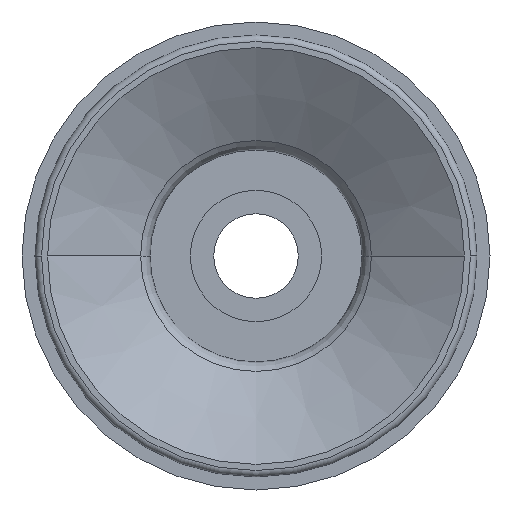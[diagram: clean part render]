
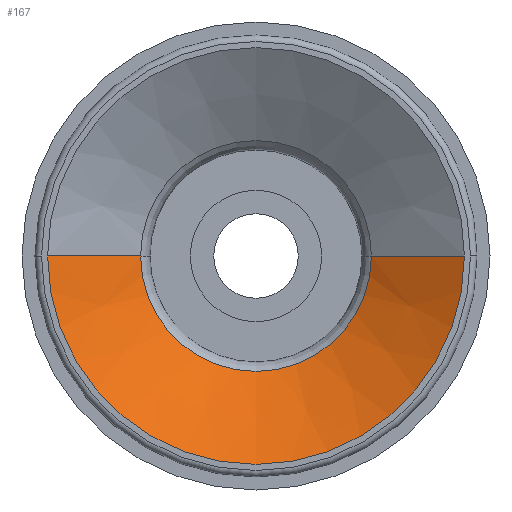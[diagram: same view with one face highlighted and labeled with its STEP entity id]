
A CAD part, front view. The second image highlights one B-rep face of the part: STEP entity #167.
In plain terms, the highlighted conical face has half-angle 58.905 degrees and reference radius 16.031 mm.
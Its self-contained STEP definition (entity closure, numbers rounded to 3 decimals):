
#167=ADVANCED_FACE('',(#430),#431,.F.);
#430=FACE_OUTER_BOUND('',#805,.T.);
#431=CONICAL_SURFACE('',#806,16.031,1.028);
#805=EDGE_LOOP('',(#3969,#3970,#3971,#3972));
#806=AXIS2_PLACEMENT_3D('',#3973,#3974,#3975);
#3969=ORIENTED_EDGE('',*,*,#4769,.T.);
#3970=ORIENTED_EDGE('',*,*,#4815,.T.);
#3971=ORIENTED_EDGE('',*,*,#4816,.F.);
#3972=ORIENTED_EDGE('',*,*,#4817,.F.);
#3973=CARTESIAN_POINT('',(0.,-26.2,0.0));
#3974=DIRECTION('',(0.,-1.0,0.0));
#3975=DIRECTION('',(1.0,0.,0.0));
#4769=EDGE_CURVE('',#5147,#5151,#5153,.T.);
#4815=EDGE_CURVE('',#5151,#5225,#5226,.T.);
#4816=EDGE_CURVE('',#5227,#5225,#5228,.T.);
#4817=EDGE_CURVE('',#5147,#5227,#5229,.T.);
#5147=VERTEX_POINT('',#5687);
#5151=VERTEX_POINT('',#5691);
#5153=CIRCLE('',#5693,8.875);
#5225=VERTEX_POINT('',#5773);
#5226=LINE('',#5774,#5775);
#5227=VERTEX_POINT('',#5776);
#5228=CIRCLE('',#5777,16.031);
#5229=LINE('',#5778,#5779);
#5687=CARTESIAN_POINT('',(8.875,-21.884,0.0));
#5691=CARTESIAN_POINT('',(-8.875,-21.884,0.));
#5693=AXIS2_PLACEMENT_3D('',#7475,#7476,#7477);
#5773=CARTESIAN_POINT('',(-16.031,-26.2,0.));
#5774=CARTESIAN_POINT('',(-16.031,-26.2,0.));
#5775=VECTOR('',#7564,1000.0);
#5776=CARTESIAN_POINT('',(16.031,-26.2,0.0));
#5777=AXIS2_PLACEMENT_3D('',#7565,#7566,#7567);
#5778=CARTESIAN_POINT('',(16.031,-26.2,0.0));
#5779=VECTOR('',#7568,1000.0);
#7475=CARTESIAN_POINT('',(0.,-21.884,0.0));
#7476=DIRECTION('',(0.,1.0,0.0));
#7477=DIRECTION('',(-1.0,0.,0.0));
#7564=DIRECTION('',(-0.856,-0.516,0.));
#7565=CARTESIAN_POINT('',(0.,-26.2,0.0));
#7566=DIRECTION('',(0.,1.0,0.0));
#7567=DIRECTION('',(-1.0,0.,0.0));
#7568=DIRECTION('',(0.856,-0.516,0.0));
